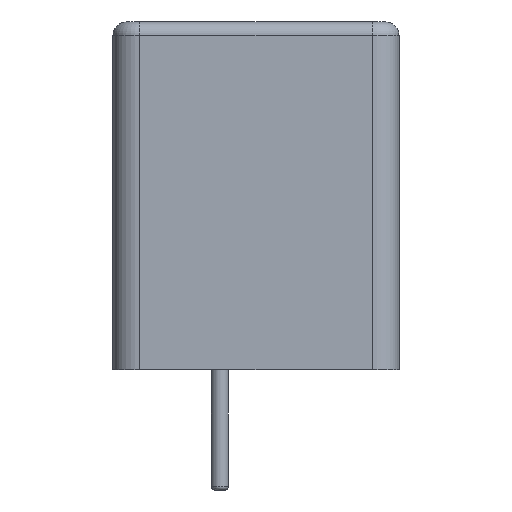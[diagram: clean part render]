
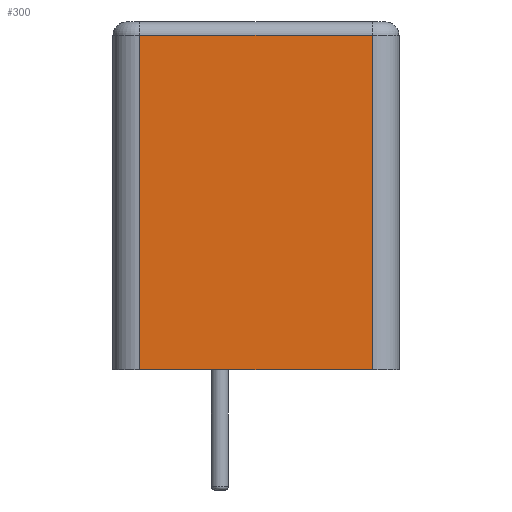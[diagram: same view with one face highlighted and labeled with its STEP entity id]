
A CAD part, front view. The second image highlights one B-rep face of the part: STEP entity #300.
In plain terms, the highlighted planar face has unit normal (0, -1, 0).
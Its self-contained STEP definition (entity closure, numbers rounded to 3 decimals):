
#13=DIRECTION('',(0.,0.,1.));
#83=DIRECTION('',(0.,-1.,0.));
#86=VERTEX_POINT('',#87);
#87=CARTESIAN_POINT('',(5.7,-49.88,0.1));
#93=EDGE_CURVE('',#86,#94,#96,.T.);
#94=VERTEX_POINT('',#95);
#95=CARTESIAN_POINT('',(-3.,-49.88,0.1));
#96=LINE('',#97,#98);
#97=CARTESIAN_POINT('',(6.7,-49.88,0.1));
#98=VECTOR('',#99,1.);
#99=DIRECTION('',(-1.,0.,0.));
#238=VECTOR('',#13,1.);
#272=EDGE_CURVE('',#86,#273,#275,.T.);
#273=VERTEX_POINT('',#274);
#274=CARTESIAN_POINT('',(5.7,-49.88,12.6));
#275=LINE('',#87,#238);
#300=ADVANCED_FACE('',(#301),#313,.T.);
#301=FACE_BOUND('',#302,.T.);
#302=EDGE_LOOP('',(#303,#304,#309,#312));
#303=ORIENTED_EDGE('',*,*,#272,.T.);
#304=ORIENTED_EDGE('',*,*,#305,.T.);
#305=EDGE_CURVE('',#273,#306,#308,.T.);
#306=VERTEX_POINT('',#307);
#307=CARTESIAN_POINT('',(-3.,-49.88,12.6));
#308=LINE('',#274,#98);
#309=ORIENTED_EDGE('',*,*,#310,.F.);
#310=EDGE_CURVE('',#94,#306,#311,.T.);
#311=LINE('',#95,#238);
#312=ORIENTED_EDGE('',*,*,#93,.F.);
#313=PLANE('',#314);
#314=AXIS2_PLACEMENT_3D('',#97,#83,#99);
